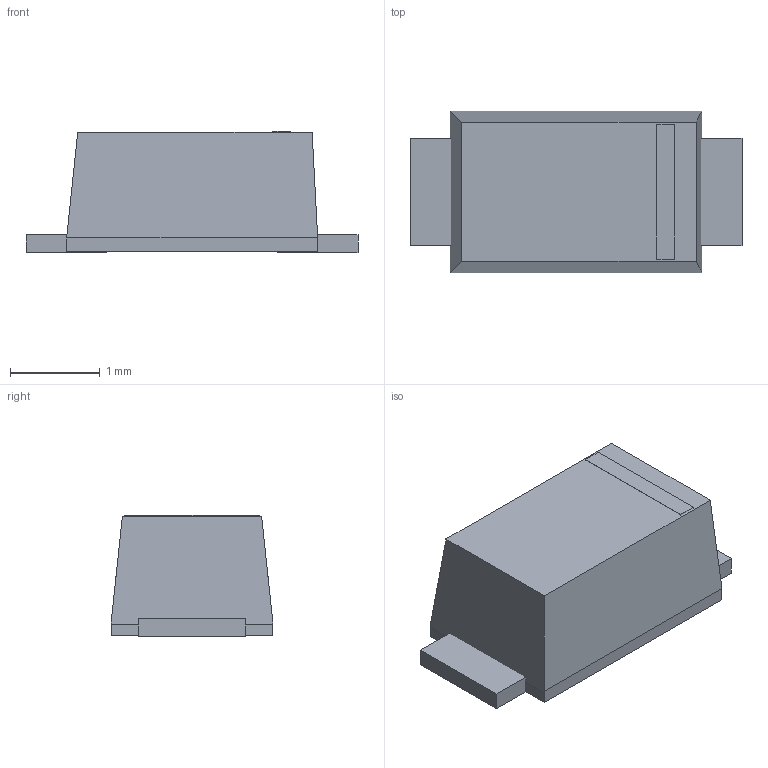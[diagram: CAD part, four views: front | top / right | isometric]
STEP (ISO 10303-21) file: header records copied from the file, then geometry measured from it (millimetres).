
FILE_DESCRIPTION (( 'STEP AP214' ), '1' );
FILE_NAME ('User Library-sub-sma.STEP', '2013-06-08T08:04:58', ( 'Windows User' ), ( '' ), 'SwSTEP 2.0', 'SolidWorks 2013', '' );
FILE_SCHEMA (( 'AUTOMOTIVE_DESIGN' ));
Length unit declared in the file: millimetre
Products named in the file (5): User Library-sub-sma_Extrude001003001; User Library-sub-sma_Extrude001003; User Library-sub-sma_Extrude001002; User Library-sub-sma_Cut001001004; User Library-sub-sma
Assembly tree (4 placements, depth 2):
  User Library-sub-sma
    User Library-sub-sma_Cut001001004
    User Library-sub-sma_Extrude001002
    User Library-sub-sma_Extrude001003
    User Library-sub-sma_Extrude001003001
Bounding box: 3.7 x 1.8 x 1.35 mm (x, y, z)
Volume: 6.6 mm3; surface area: 27.6 mm2
Topology: 4 solids, 4 shells, 28 faces, 60 edges, 40 vertices
Faces by surface type: plane 28
Entity records: 1250 total; most frequent: CARTESIAN_POINT 135, DIRECTION 130, ORIENTED_EDGE 120, EDGE_CURVE 60, LINE 60, VECTOR 60, UNCERTAINTY_MEASURE_WITH_UNIT 41, VERTEX_POINT 40
